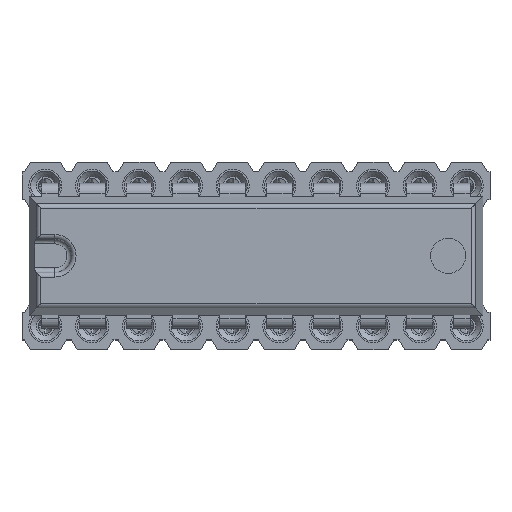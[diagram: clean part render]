
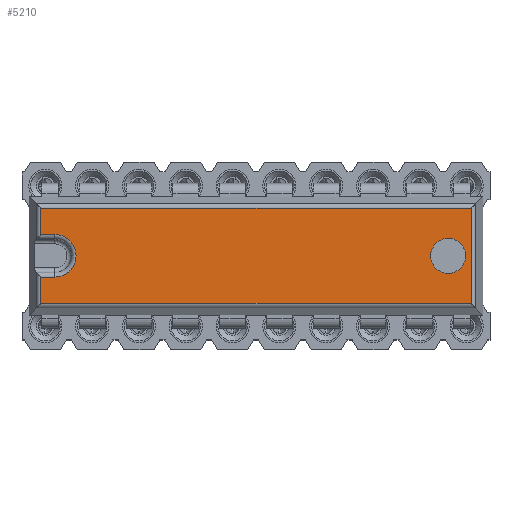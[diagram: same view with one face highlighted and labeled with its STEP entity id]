
A CAD part, top view. The second image highlights one B-rep face of the part: STEP entity #5210.
In plain terms, the highlighted planar face has unit normal (0, 0, 1).
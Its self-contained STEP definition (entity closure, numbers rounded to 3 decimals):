
#5210=ADVANCED_FACE('',(#11982,#11984),#11986,.T.);
#11982=FACE_BOUND('',#11983,.T.);
#11983=EDGE_LOOP('',(#16277,#16278,#16279,#16280,#16281,#16282,#16283,#16284));
#11984=FACE_BOUND('',#11985,.T.);
#11985=EDGE_LOOP('',(#16285));
#11986=PLANE('',#11987);
#11987=AXIS2_PLACEMENT_3D('',#11988,#11989,#11990);
#11988=CARTESIAN_POINT('',(0.,0.,3.9));
#11989=DIRECTION('',(0.,0.,1.));
#11990=DIRECTION('',(1.,0.,0.));
#16277=ORIENTED_EDGE('',*,*,#18963,.T.);
#16278=ORIENTED_EDGE('',*,*,#18971,.T.);
#16279=ORIENTED_EDGE('',*,*,#18969,.T.);
#16280=ORIENTED_EDGE('',*,*,#18968,.T.);
#16281=ORIENTED_EDGE('',*,*,#18954,.T.);
#16282=ORIENTED_EDGE('',*,*,#18952,.T.);
#16283=ORIENTED_EDGE('',*,*,#18950,.T.);
#16284=ORIENTED_EDGE('',*,*,#18966,.T.);
#16285=ORIENTED_EDGE('',*,*,#18972,.T.);
#18950=EDGE_CURVE('',#21497,#21495,#21498,.T.);
#18952=EDGE_CURVE('',#21500,#21497,#21501,.T.);
#18954=EDGE_CURVE('',#21503,#21500,#21504,.T.);
#18963=EDGE_CURVE('',#21517,#21518,#21519,.F.);
#18966=EDGE_CURVE('',#21495,#21517,#21522,.T.);
#18968=EDGE_CURVE('',#21523,#21503,#21525,.T.);
#18969=EDGE_CURVE('',#21526,#21523,#21527,.F.);
#18971=EDGE_CURVE('',#21518,#21526,#21529,.F.);
#18972=EDGE_CURVE('',#21530,#21530,#21531,.F.);
#21495=VERTEX_POINT('',#28501);
#21497=VERTEX_POINT('',#28506);
#21498=LINE('',#28507,#28508);
#21500=VERTEX_POINT('',#28514);
#21501=LINE('',#28515,#28516);
#21503=VERTEX_POINT('',#28522);
#21504=LINE('',#28523,#28524);
#21517=VERTEX_POINT('',#28558);
#21518=VERTEX_POINT('',#28559);
#21519=LINE('',#28560,#28561);
#21522=LINE('',#28571,#28572);
#21523=VERTEX_POINT('',#28574);
#21525=LINE('',#28579,#28580);
#21526=VERTEX_POINT('',#28582);
#21527=LINE('',#28583,#28584);
#21529=CIRCLE('',#28590,1.15);
#21530=VERTEX_POINT('',#28594);
#21531=CIRCLE('',#28595,0.95);
#28501=CARTESIAN_POINT('',(-0.251,6.396,3.9));
#28506=CARTESIAN_POINT('',(23.111,6.396,3.9));
#28507=CARTESIAN_POINT('',(23.111,6.396,3.9));
#28508=VECTOR('',#28509,1.);
#28509=DIRECTION('',(-1.,0.,0.));
#28514=CARTESIAN_POINT('',(23.111,1.224,3.9));
#28515=CARTESIAN_POINT('',(23.111,1.224,3.9));
#28516=VECTOR('',#28517,1.);
#28517=DIRECTION('',(0.,1.,0.));
#28522=CARTESIAN_POINT('',(-0.251,1.224,3.9));
#28523=CARTESIAN_POINT('',(-0.251,1.224,3.9));
#28524=VECTOR('',#28525,1.);
#28525=DIRECTION('',(1.,0.,0.));
#28558=CARTESIAN_POINT('',(-0.251,4.96,3.9));
#28559=CARTESIAN_POINT('',(0.515,4.96,3.9));
#28560=CARTESIAN_POINT('',(0.515,4.96,3.9));
#28561=VECTOR('',#28562,1.);
#28562=DIRECTION('',(-1.,0.,0.));
#28571=CARTESIAN_POINT('',(-0.251,6.396,3.9));
#28572=VECTOR('',#28573,1.);
#28573=DIRECTION('',(0.,-1.,0.));
#28574=CARTESIAN_POINT('',(-0.251,2.66,3.9));
#28579=CARTESIAN_POINT('',(-0.251,2.66,3.9));
#28580=VECTOR('',#28581,1.);
#28581=DIRECTION('',(0.,-1.,0.));
#28582=CARTESIAN_POINT('',(0.515,2.66,3.9));
#28583=CARTESIAN_POINT('',(-0.251,2.66,3.9));
#28584=VECTOR('',#28585,1.);
#28585=DIRECTION('',(1.,0.,0.));
#28590=AXIS2_PLACEMENT_3D('',#28591,#28592,#28593);
#28591=CARTESIAN_POINT('',(0.515,3.81,3.9));
#28592=DIRECTION('',(-0.,0.,1.));
#28593=DIRECTION('',(0.,-1.,0.));
#28594=CARTESIAN_POINT('',(22.81,3.81,3.9));
#28595=AXIS2_PLACEMENT_3D('',#28596,#28597,#28598);
#28596=CARTESIAN_POINT('',(21.86,3.81,3.9));
#28597=DIRECTION('',(0.,0.,1.));
#28598=DIRECTION('',(1.,0.,0.));
